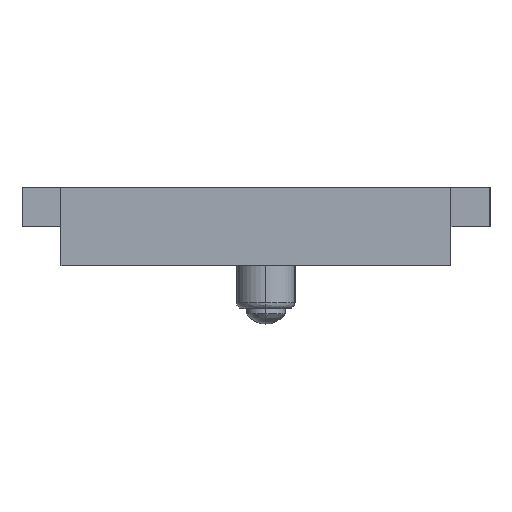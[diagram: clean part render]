
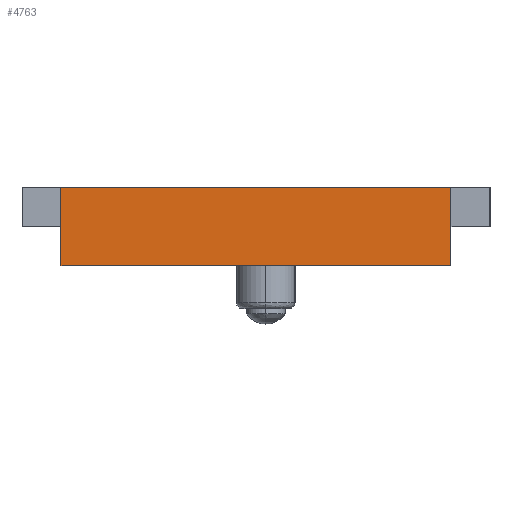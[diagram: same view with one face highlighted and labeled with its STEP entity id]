
A CAD part, left-side view. The second image highlights one B-rep face of the part: STEP entity #4763.
In plain terms, the highlighted face is planar.
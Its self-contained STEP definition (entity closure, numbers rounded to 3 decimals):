
#4665 = EDGE_CURVE('',#4666,#4668,#4670,.T.);
#4666 = VERTEX_POINT('',#4667);
#4667 = CARTESIAN_POINT('',(3.,5.,-1.));
#4668 = VERTEX_POINT('',#4669);
#4669 = CARTESIAN_POINT('',(3.,5.,1.));
#4670 = LINE('',#4671,#4672);
#4671 = CARTESIAN_POINT('',(3.,5.,-1.));
#4672 = VECTOR('',#4673,1.);
#4673 = DIRECTION('',(0.,0.,1.));
#4738 = VERTEX_POINT('',#4739);
#4739 = CARTESIAN_POINT('',(3.,-5.,1.));
#4745 = EDGE_CURVE('',#4746,#4738,#4748,.T.);
#4746 = VERTEX_POINT('',#4747);
#4747 = CARTESIAN_POINT('',(3.,-5.,-1.));
#4748 = LINE('',#4749,#4750);
#4749 = CARTESIAN_POINT('',(3.,-5.,-1.));
#4750 = VECTOR('',#4751,1.);
#4751 = DIRECTION('',(0.,0.,1.));
#4763 = ADVANCED_FACE('',(#4764),#4780,.F.);
#4764 = FACE_BOUND('',#4765,.F.);
#4765 = EDGE_LOOP('',(#4766,#4767,#4773,#4774));
#4766 = ORIENTED_EDGE('',*,*,#4745,.T.);
#4767 = ORIENTED_EDGE('',*,*,#4768,.T.);
#4768 = EDGE_CURVE('',#4738,#4668,#4769,.T.);
#4769 = LINE('',#4770,#4771);
#4770 = CARTESIAN_POINT('',(3.,-5.,1.));
#4771 = VECTOR('',#4772,1.);
#4772 = DIRECTION('',(0.,1.,0.));
#4773 = ORIENTED_EDGE('',*,*,#4665,.F.);
#4774 = ORIENTED_EDGE('',*,*,#4775,.F.);
#4775 = EDGE_CURVE('',#4746,#4666,#4776,.T.);
#4776 = LINE('',#4777,#4778);
#4777 = CARTESIAN_POINT('',(3.,-5.,-1.));
#4778 = VECTOR('',#4779,1.);
#4779 = DIRECTION('',(0.,1.,0.));
#4780 = PLANE('',#4781);
#4781 = AXIS2_PLACEMENT_3D('',#4782,#4783,#4784);
#4782 = CARTESIAN_POINT('',(3.,-5.,-1.));
#4783 = DIRECTION('',(-1.,0.,0.));
#4784 = DIRECTION('',(0.,1.,0.));
